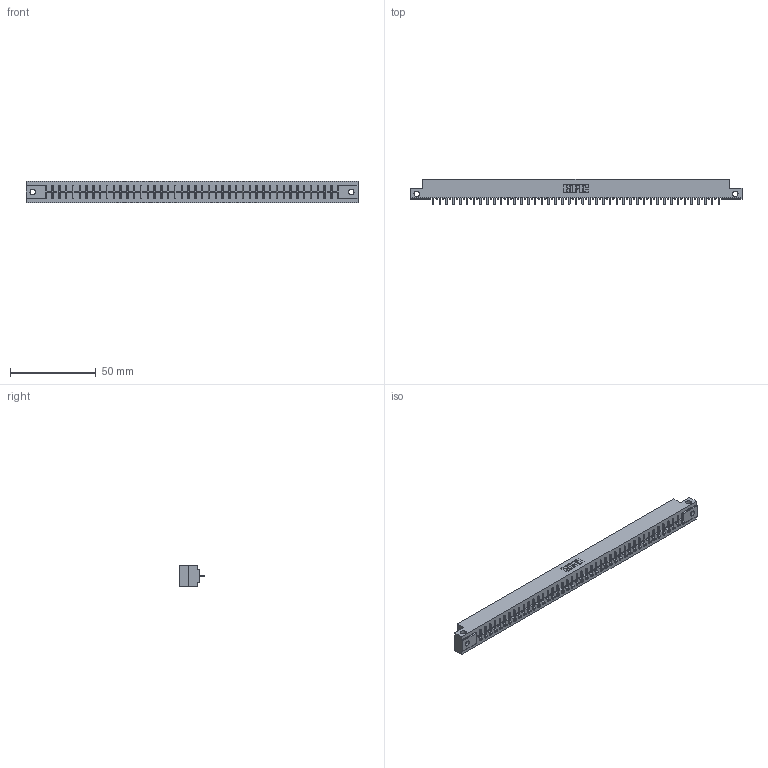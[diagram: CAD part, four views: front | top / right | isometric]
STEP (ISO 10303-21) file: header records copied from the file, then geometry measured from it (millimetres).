
FILE_DESCRIPTION (( 'STEP AP203' ), '1' );
FILE_NAME ('306-043-421-112.STEP', '2020-09-22T13:36:36', ( '' ), ( '' ), 'SwSTEP 2.0', 'SolidWorks 2020', '' );
FILE_SCHEMA (( 'CONFIG_CONTROL_DESIGN' ));
Length unit declared in the file: inch
Products named in the file (3): 306-043-421-112; 306 Part_.128 Dia; 306-290-001_121
Assembly tree (44 placements, depth 2):
  306-043-421-112
    306 Part_.128 Dia
    306-290-001_121  x43
Bounding box: 193.4 x 14.88 x 12.7 mm (x, y, z)
Volume: 21140 mm3; surface area: 21432.7 mm2
Topology: 44 solids, 44 shells, 3138 faces, 8823 edges, 5646 vertices
Faces by surface type: plane 2089, cylinder 877, sphere 172
Entity records: 40332 total; most frequent: CARTESIAN_POINT 6820, ORIENTED_EDGE 6718, DIRECTION 6663, EDGE_CURVE 3359, LINE 2613, VECTOR 2613, VERTEX_POINT 2118, AXIS2_PLACEMENT_3D 2025
